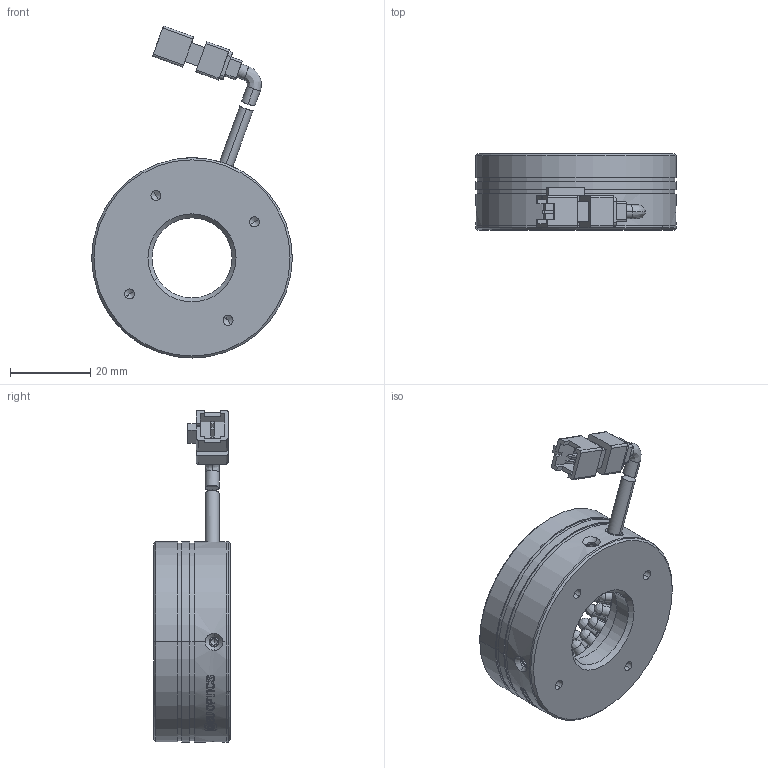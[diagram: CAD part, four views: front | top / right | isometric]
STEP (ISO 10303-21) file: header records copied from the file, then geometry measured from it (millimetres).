
FILE_DESCRIPTION (( 'STEP AP214' ), '1' );
FILE_NAME ('660017-W.STEP', '2019-03-25T08:18:30', ( 'user' ), ( '微软中国' ), 'SwSTEP 2.0', 'SolidWorks 2016', '' );
FILE_SCHEMA (( 'AUTOMOTIVE_DESIGN' ));
Length unit declared in the file: millimetre
Products named in the file (1): 660017-W
Bounding box: 50 x 19 x 82.93 mm (x, y, z)
Volume: 17639 mm3; surface area: 20259.9 mm2
Topology: 54 solids, 54 shells, 1066 faces, 2606 edges, 1713 vertices
Faces by surface type: plane 662, cylinder 300, bspline 55, cone 49
Entity records: 46429 total; most frequent: CARTESIAN_POINT 9213, DIRECTION 5083, ORIENTED_EDGE 4984, EDGE_CURVE 2492, VERTEX_POINT 1713, AXIS2_PLACEMENT_3D 1703, LINE 1677, VECTOR 1677
